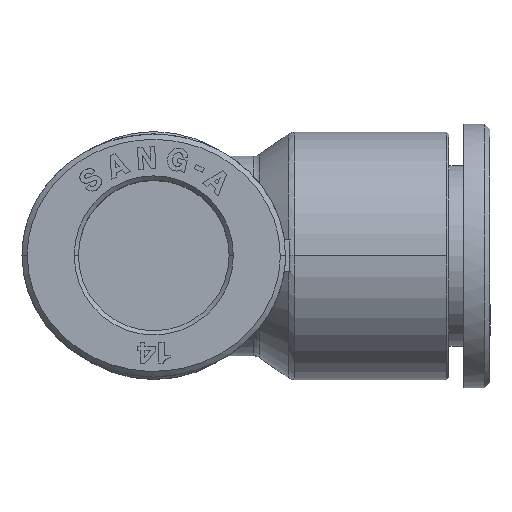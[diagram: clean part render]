
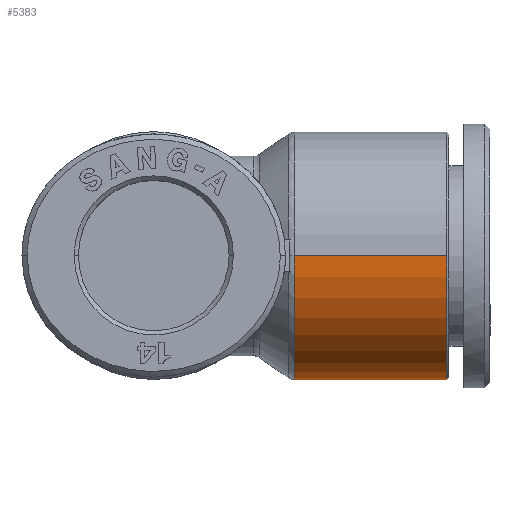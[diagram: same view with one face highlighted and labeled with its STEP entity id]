
A CAD part, top view. The second image highlights one B-rep face of the part: STEP entity #5383.
In plain terms, the highlighted cylindrical face has radius 11.75 mm (diameter 23.5 mm), a partial arc.
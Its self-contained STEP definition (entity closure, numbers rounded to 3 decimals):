
#71 = DIRECTION ( 'NONE',  ( 0., 0., -1. ) ) ;
#403 = DIRECTION ( 'NONE',  ( 1., 0., 0. ) ) ;
#446 = ORIENTED_EDGE ( 'NONE', *, *, #10280, .F. ) ;
#502 = DIRECTION ( 'NONE',  ( 0., 0., -1. ) ) ;
#642 = LINE ( 'NONE', #8995, #6072 ) ;
#1030 = DIRECTION ( 'NONE',  ( 0., 0., -1. ) ) ;
#1381 = VERTEX_POINT ( 'NONE', #13411 ) ;
#1401 = EDGE_LOOP ( 'NONE', ( #7774, #7493, #14538, #446, #5534 ) ) ;
#1417 = VERTEX_POINT ( 'NONE', #14581 ) ;
#1439 = CIRCLE ( 'NONE', #3801, 11.75 ) ;
#2049 = DIRECTION ( 'NONE',  ( 1., 0., 0. ) ) ;
#2529 = DIRECTION ( 'NONE',  ( 1., 0., 0. ) ) ;
#2798 = CYLINDRICAL_SURFACE ( 'NONE', #11770, 11.75 ) ;
#3436 = CARTESIAN_POINT ( 'NONE',  ( -19.55, 0., 0. ) ) ;
#3744 = AXIS2_PLACEMENT_3D ( 'NONE', #3436, #11428, #1030 ) ;
#3801 = AXIS2_PLACEMENT_3D ( 'NONE', #5704, #14941, #71 ) ;
#3958 = VERTEX_POINT ( 'NONE', #6191 ) ;
#5383 = ADVANCED_FACE ( 'NONE', ( #5499 ), #2798, .T. ) ;
#5499 = FACE_OUTER_BOUND ( 'NONE', #1401, .T. ) ;
#5534 = ORIENTED_EDGE ( 'NONE', *, *, #7349, .T. ) ;
#5577 = LINE ( 'NONE', #6736, #5926 ) ;
#5704 = CARTESIAN_POINT ( 'NONE',  ( -5.066, 0., 0. ) ) ;
#5926 = VECTOR ( 'NONE', #7904, 1000. ) ;
#6072 = VECTOR ( 'NONE', #2049, 1000. ) ;
#6128 = VERTEX_POINT ( 'NONE', #14464 ) ;
#6191 = CARTESIAN_POINT ( 'NONE',  ( -5.066, 0., 11.75 ) ) ;
#6736 = CARTESIAN_POINT ( 'NONE',  ( -11.25, 0., -11.75 ) ) ;
#7349 = EDGE_CURVE ( 'NONE', #1417, #10653, #7466, .T. ) ;
#7354 = CARTESIAN_POINT ( 'NONE',  ( -19.55, 0., 0. ) ) ;
#7466 = CIRCLE ( 'NONE', #3744, 11.75 ) ;
#7493 = ORIENTED_EDGE ( 'NONE', *, *, #11195, .T. ) ;
#7774 = ORIENTED_EDGE ( 'NONE', *, *, #11494, .T. ) ;
#7904 = DIRECTION ( 'NONE',  ( 1., 0., 0. ) ) ;
#8995 = CARTESIAN_POINT ( 'NONE',  ( -11.25, 0., 11.75 ) ) ;
#9621 = CARTESIAN_POINT ( 'NONE',  ( -11.25, 0., 0. ) ) ;
#9827 = AXIS2_PLACEMENT_3D ( 'NONE', #7354, #403, #502 ) ;
#10280 = EDGE_CURVE ( 'NONE', #1417, #1381, #5577, .T. ) ;
#10653 = VERTEX_POINT ( 'NONE', #14388 ) ;
#11195 = EDGE_CURVE ( 'NONE', #6128, #3958, #642, .T. ) ;
#11428 = DIRECTION ( 'NONE',  ( 1., 0., 0. ) ) ;
#11494 = EDGE_CURVE ( 'NONE', #10653, #6128, #14558, .T. ) ;
#11770 = AXIS2_PLACEMENT_3D ( 'NONE', #9621, #2529, #14223 ) ;
#13411 = CARTESIAN_POINT ( 'NONE',  ( -5.066, 0., -11.75 ) ) ;
#14223 = DIRECTION ( 'NONE',  ( 0., 0., -1. ) ) ;
#14388 = CARTESIAN_POINT ( 'NONE',  ( -19.55, 11.75, 0. ) ) ;
#14464 = CARTESIAN_POINT ( 'NONE',  ( -19.55, 0., 11.75 ) ) ;
#14530 = EDGE_CURVE ( 'NONE', #1381, #3958, #1439, .T. ) ;
#14538 = ORIENTED_EDGE ( 'NONE', *, *, #14530, .F. ) ;
#14558 = CIRCLE ( 'NONE', #9827, 11.75 ) ;
#14581 = CARTESIAN_POINT ( 'NONE',  ( -19.55, 0., -11.75 ) ) ;
#14941 = DIRECTION ( 'NONE',  ( 1., 0., 0. ) ) ;
